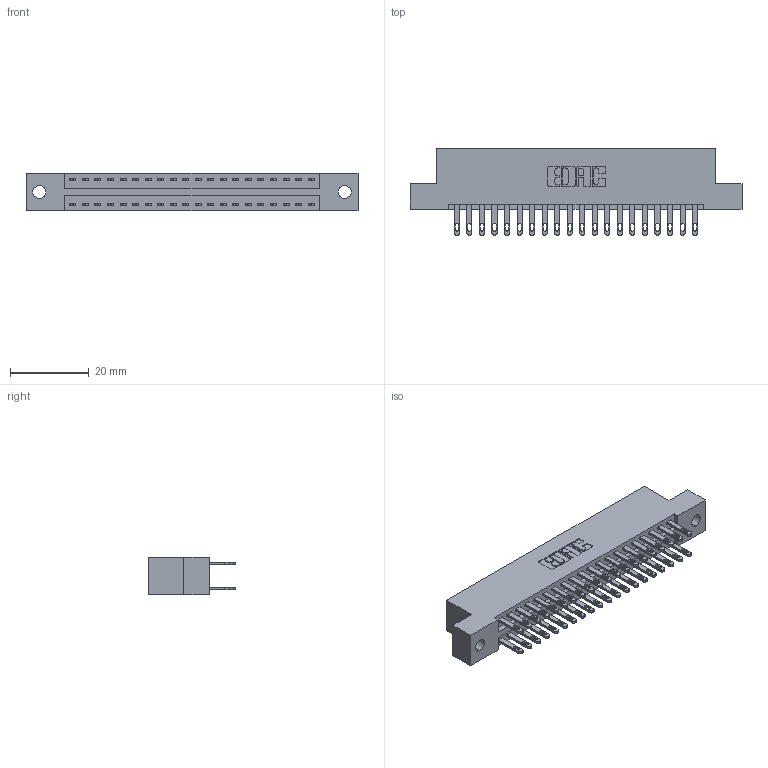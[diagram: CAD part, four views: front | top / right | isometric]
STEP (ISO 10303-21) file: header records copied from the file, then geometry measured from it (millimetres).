
FILE_DESCRIPTION (( 'STEP AP203' ), '1' );
FILE_NAME ('896-040-500-202.STEP', '2021-07-27T21:05:18', ( '' ), ( '' ), 'SwSTEP 2.0', 'SolidWorks 2020', '' );
FILE_SCHEMA (( 'CONFIG_CONTROL_DESIGN' ));
Length unit declared in the file: inch
Products named in the file (3): 896-040-500-202; 345-292-001_345-293-100; 846 Part_Flush Mounting Lugs - 0.128 Dia
Assembly tree (41 placements, depth 2):
  896-040-500-202
    846 Part_Flush Mounting Lugs - 0.128 Dia
    345-292-001_345-293-100  x40
Bounding box: 84.07 x 21.84 x 9.4 mm (x, y, z)
Volume: 8112.9 mm3; surface area: 10955.4 mm2
Topology: 41 solids, 41 shells, 2042 faces, 6209 edges, 4138 vertices
Faces by surface type: plane 1236, cylinder 806
Entity records: 15947 total; most frequent: CARTESIAN_POINT 2656, ORIENTED_EDGE 2590, DIRECTION 2395, EDGE_CURVE 1295, LINE 1079, VECTOR 1079, VERTEX_POINT 862, AXIS2_PLACEMENT_3D 658
